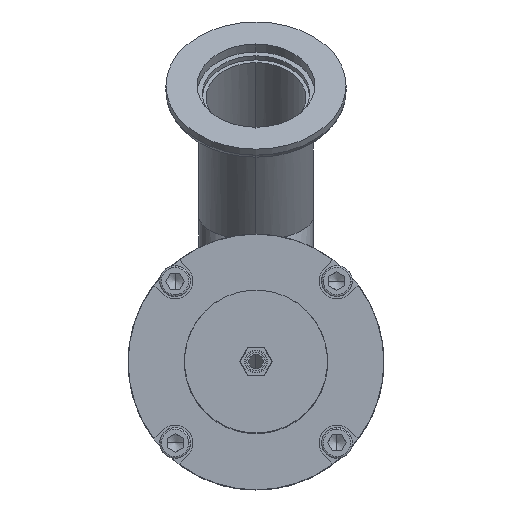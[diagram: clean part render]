
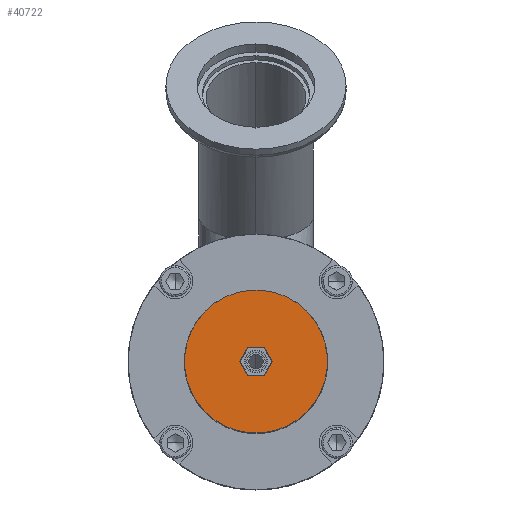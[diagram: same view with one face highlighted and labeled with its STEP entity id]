
A CAD part, top view. The second image highlights one B-rep face of the part: STEP entity #40722.
In plain terms, the highlighted planar face has unit normal (0, 0, 1).
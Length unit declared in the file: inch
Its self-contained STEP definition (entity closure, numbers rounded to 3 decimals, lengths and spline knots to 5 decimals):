
#1126 = AXIS2_PLACEMENT_3D ( 'NONE', #8949, #24640, #28057 ) ;
#2744 = ORIENTED_EDGE ( 'NONE', *, *, #23160, .F. ) ;
#3033 = CARTESIAN_POINT ( 'NONE',  ( 0.13603, 0.9034, 4.16573 ) ) ;
#4362 = DIRECTION ( 'NONE',  ( 0.707, 0.707, 0. ) ) ;
#4417 = CARTESIAN_POINT ( 'NONE',  ( -0.29177, 0.44731, 4.16573 ) ) ;
#4616 = EDGE_LOOP ( 'NONE', ( #5113, #31426 ) ) ;
#5113 = ORIENTED_EDGE ( 'NONE', *, *, #40013, .F. ) ;
#5569 = DIRECTION ( 'NONE',  ( 0., 0., 1. ) ) ;
#5886 = DIRECTION ( 'NONE',  ( 0., 0., -1. ) ) ;
#6726 = VERTEX_POINT ( 'NONE', #22540 ) ;
#8414 = FACE_BOUND ( 'NONE', #4616, .T. ) ;
#8949 = CARTESIAN_POINT ( 'NONE',  ( -0.30591, 0.46146, 4.16573 ) ) ;
#11445 = AXIS2_PLACEMENT_3D ( 'NONE', #37864, #31479, #15366 ) ;
#13064 = VERTEX_POINT ( 'NONE', #32005 ) ;
#14146 = AXIS2_PLACEMENT_3D ( 'NONE', #4417, #18228, #23928 ) ;
#14737 = CIRCLE ( 'NONE', #28954, 0.0795 ) ;
#14989 = EDGE_CURVE ( 'NONE', #6726, #13064, #41907, .T. ) ;
#15366 = DIRECTION ( 'NONE',  ( 0.707, 0.707, 0. ) ) ;
#18228 = DIRECTION ( 'NONE',  ( 0., 0., 1. ) ) ;
#18636 = DIRECTION ( 'NONE',  ( -0.707, -0.707, 0. ) ) ;
#20796 = CIRCLE ( 'NONE', #1126, 0.625 ) ;
#21606 = FACE_OUTER_BOUND ( 'NONE', #31876, .T. ) ;
#22540 = CARTESIAN_POINT ( 'NONE',  ( -0.36212, 0.40524, 4.16573 ) ) ;
#23132 = ORIENTED_EDGE ( 'NONE', *, *, #35360, .F. ) ;
#23160 = EDGE_CURVE ( 'NONE', #35912, #28372, #28775, .T. ) ;
#23928 = DIRECTION ( 'NONE',  ( 0.707, 0.707, 0. ) ) ;
#24640 = DIRECTION ( 'NONE',  ( 0., 0., -1. ) ) ;
#28057 = DIRECTION ( 'NONE',  ( -0.707, -0.707, 0. ) ) ;
#28372 = VERTEX_POINT ( 'NONE', #3033 ) ;
#28555 = CARTESIAN_POINT ( 'NONE',  ( -0.74785, 0.01951, 4.16573 ) ) ;
#28775 = CIRCLE ( 'NONE', #34874, 0.625 ) ;
#28954 = AXIS2_PLACEMENT_3D ( 'NONE', #33459, #5569, #4362 ) ;
#31426 = ORIENTED_EDGE ( 'NONE', *, *, #14989, .F. ) ;
#31479 = DIRECTION ( 'NONE',  ( 0., 0., 1. ) ) ;
#31876 = EDGE_LOOP ( 'NONE', ( #2744, #23132 ) ) ;
#32005 = CARTESIAN_POINT ( 'NONE',  ( -0.24969, 0.51767, 4.16573 ) ) ;
#32205 = CARTESIAN_POINT ( 'NONE',  ( -0.30591, 0.46146, 4.16573 ) ) ;
#33459 = CARTESIAN_POINT ( 'NONE',  ( -0.30591, 0.46146, 4.16573 ) ) ;
#34330 = PLANE ( 'NONE',  #14146 ) ;
#34874 = AXIS2_PLACEMENT_3D ( 'NONE', #32205, #5886, #18636 ) ;
#35360 = EDGE_CURVE ( 'NONE', #28372, #35912, #20796, .T. ) ;
#35912 = VERTEX_POINT ( 'NONE', #28555 ) ;
#37864 = CARTESIAN_POINT ( 'NONE',  ( -0.30591, 0.46146, 4.16573 ) ) ;
#40013 = EDGE_CURVE ( 'NONE', #13064, #6726, #14737, .T. ) ;
#40722 = ADVANCED_FACE ( 'NONE', ( #8414, #21606 ), #34330, .T. ) ;
#41907 = CIRCLE ( 'NONE', #11445, 0.0795 ) ;
